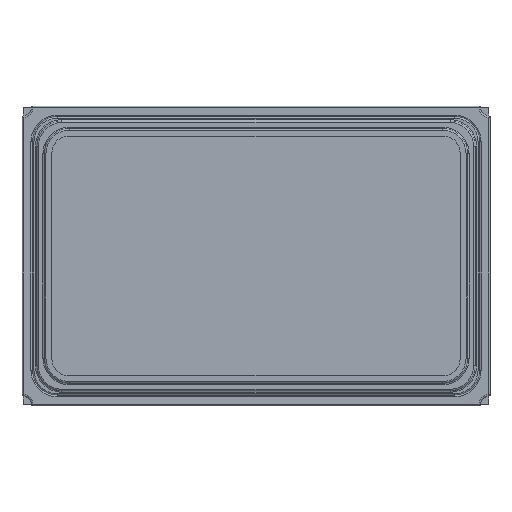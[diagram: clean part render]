
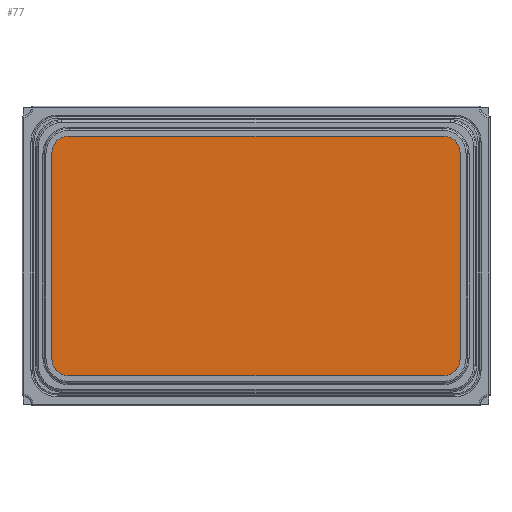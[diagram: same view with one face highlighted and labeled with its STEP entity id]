
A CAD part, top view. The second image highlights one B-rep face of the part: STEP entity #77.
In plain terms, the highlighted planar face has unit normal (0, 0, 1).
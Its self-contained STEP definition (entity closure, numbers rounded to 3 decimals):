
#13=DIRECTION('',(0.,0.,1.));
#24=VERTEX_POINT('',#25);
#25=CARTESIAN_POINT('',(2.002,-1.28,1.13));
#36=DIRECTION('',(0.,-1.,0.));
#39=VERTEX_POINT('',#40);
#40=CARTESIAN_POINT('',(2.18,-1.102,1.13));
#44=EDGE_CURVE('',#24,#39,#45,.T.);
#45=CIRCLE('',#46,0.178);
#46=AXIS2_PLACEMENT_3D('',#47,#48,#36);
#47=CARTESIAN_POINT('',(2.002,-1.102,1.13));
#48=DIRECTION('',(-0.,0.,1.));
#61=VECTOR('',#62,1.);
#62=DIRECTION('',(1.,0.,0.));
#65=VERTEX_POINT('',#66);
#66=CARTESIAN_POINT('',(-2.002,-1.28,1.13));
#69=ORIENTED_EDGE('',*,*,#70,.T.);
#70=EDGE_CURVE('',#65,#24,#71,.T.);
#71=LINE('',#72,#61);
#72=CARTESIAN_POINT('',(-2.18,-1.28,1.13));
#76=DIRECTION('',(0.,1.,0.));
#77=ADVANCED_FACE('',(#78),#123,.T.);
#78=FACE_BOUND('',#79,.T.);
#79=EDGE_LOOP('',(#80,#87,#94,#102,#110,#117,#69,#122));
#80=ORIENTED_EDGE('',*,*,#81,.T.);
#81=EDGE_CURVE('',#39,#82,#84,.T.);
#82=VERTEX_POINT('',#83);
#83=CARTESIAN_POINT('',(2.18,1.102,1.13));
#84=LINE('',#85,#86);
#85=CARTESIAN_POINT('',(2.18,-1.28,1.13));
#86=VECTOR('',#76,1.);
#87=ORIENTED_EDGE('',*,*,#88,.T.);
#88=EDGE_CURVE('',#82,#89,#91,.T.);
#89=VERTEX_POINT('',#90);
#90=CARTESIAN_POINT('',(2.002,1.28,1.13));
#91=CIRCLE('',#92,0.178);
#92=AXIS2_PLACEMENT_3D('',#93,#48,#36);
#93=CARTESIAN_POINT('',(2.002,1.102,1.13));
#94=ORIENTED_EDGE('',*,*,#95,.T.);
#95=EDGE_CURVE('',#89,#96,#98,.T.);
#96=VERTEX_POINT('',#97);
#97=CARTESIAN_POINT('',(-2.002,1.28,1.13));
#98=LINE('',#99,#100);
#99=CARTESIAN_POINT('',(2.18,1.28,1.13));
#100=VECTOR('',#101,1.);
#101=DIRECTION('',(-1.,0.,0.));
#102=ORIENTED_EDGE('',*,*,#103,.F.);
#103=EDGE_CURVE('',#104,#96,#106,.T.);
#104=VERTEX_POINT('',#105);
#105=CARTESIAN_POINT('',(-2.18,1.102,1.13));
#106=CIRCLE('',#107,0.178);
#107=AXIS2_PLACEMENT_3D('',#108,#109,#36);
#108=CARTESIAN_POINT('',(-2.002,1.102,1.13));
#109=DIRECTION('',(-0.,-0.,-1.));
#110=ORIENTED_EDGE('',*,*,#111,.T.);
#111=EDGE_CURVE('',#104,#112,#114,.T.);
#112=VERTEX_POINT('',#113);
#113=CARTESIAN_POINT('',(-2.18,-1.102,1.13));
#114=LINE('',#115,#116);
#115=CARTESIAN_POINT('',(-2.18,1.28,1.13));
#116=VECTOR('',#36,1.);
#117=ORIENTED_EDGE('',*,*,#118,.F.);
#118=EDGE_CURVE('',#65,#112,#119,.T.);
#119=CIRCLE('',#120,0.178);
#120=AXIS2_PLACEMENT_3D('',#121,#109,#36);
#121=CARTESIAN_POINT('',(-2.002,-1.102,1.13));
#122=ORIENTED_EDGE('',*,*,#44,.T.);
#123=PLANE('',#124);
#124=AXIS2_PLACEMENT_3D('',#125,#13,#62);
#125=CARTESIAN_POINT('',(0.,0.,1.13));
